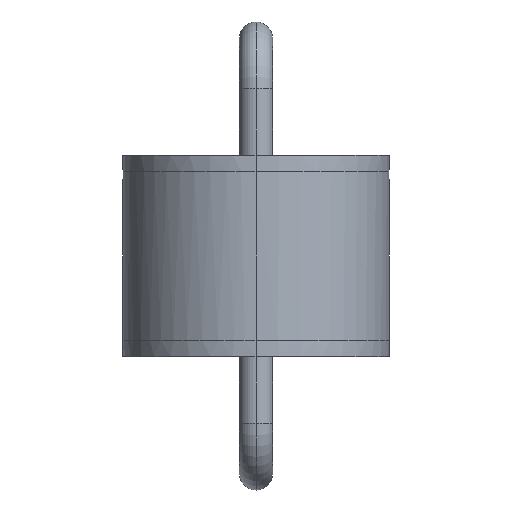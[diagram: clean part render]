
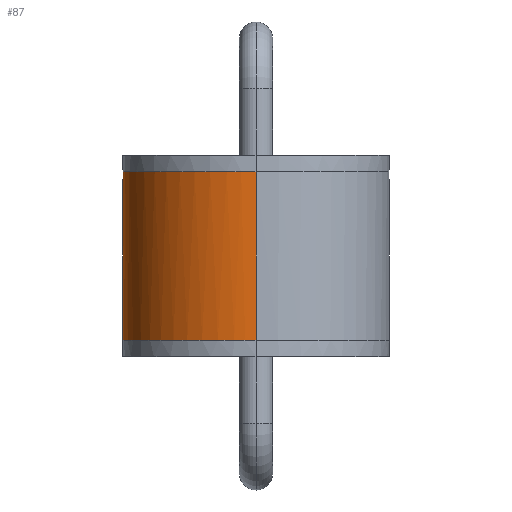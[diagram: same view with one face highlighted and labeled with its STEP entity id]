
A CAD part, left-side view. The second image highlights one B-rep face of the part: STEP entity #87.
In plain terms, the highlighted cylindrical face has radius 4.005 mm (diameter 8.01 mm), a partial arc.
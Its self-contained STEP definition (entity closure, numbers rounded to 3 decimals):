
#4 = CARTESIAN_POINT ( 'NONE',  ( -4.003, 0., 0.5 ) ) ;
#13 = CARTESIAN_POINT ( 'NONE',  ( -3.199, 2.458, 5.55 ) ) ;
#41 = CARTESIAN_POINT ( 'NONE',  ( 4.003, 0., 0.5 ) ) ;
#69 = CARTESIAN_POINT ( 'NONE',  ( 4., 0.524, 5.55 ) ) ;
#74 = EDGE_CURVE ( 'NONE', #269, #682, #408, .T. ) ;
#87 = ADVANCED_FACE ( 'NONE', ( #344 ), #494, .T. ) ;
#119 = CARTESIAN_POINT ( 'NONE',  ( -4.003, 0., 0.5 ) ) ;
#132 = LINE ( 'NONE', #639, #746 ) ;
#137 = B_SPLINE_CURVE_WITH_KNOTS ( 'NONE', 3,
 ( #41, #497, #233, #230, #569, #501, #769, #571, #364, #779, #774, #577, #836, #444, #642, #305, #371, #4 ),
 .UNSPECIFIED., .F., .F.,
 ( 4, 2, 2, 2, 2, 2, 2, 2, 4 ),
 ( 0., 0.062, 0.125, 0.187, 0.25, 0.312, 0.375, 0.437, 0.5 ),
 .UNSPECIFIED. ) ;
#141 = CARTESIAN_POINT ( 'NONE',  ( -0.524, 4., 5.55 ) ) ;
#149 = CARTESIAN_POINT ( 'NONE',  ( -3.896, 1.047, 5.55 ) ) ;
#165 = CARTESIAN_POINT ( 'NONE',  ( 4.003, 0., 0.5 ) ) ;
#193 = EDGE_LOOP ( 'NONE', ( #404, #658, #498, #805 ) ) ;
#230 = CARTESIAN_POINT ( 'NONE',  ( 3.5, 2.017, 0.5 ) ) ;
#233 = CARTESIAN_POINT ( 'NONE',  ( 3.901, 1.048, 0.5 ) ) ;
#246 = VERTEX_POINT ( 'NONE', #656 ) ;
#257 = EDGE_CURVE ( 'NONE', #246, #269, #672, .T. ) ;
#269 = VERTEX_POINT ( 'NONE', #613 ) ;
#272 = CARTESIAN_POINT ( 'NONE',  ( -2.458, 3.199, 5.55 ) ) ;
#305 = CARTESIAN_POINT ( 'NONE',  ( -3.901, 1.048, 0.5 ) ) ;
#332 = CARTESIAN_POINT ( 'NONE',  ( 2.458, 3.199, 5.55 ) ) ;
#344 = FACE_OUTER_BOUND ( 'NONE', #193, .T. ) ;
#364 = CARTESIAN_POINT ( 'NONE',  ( 0.524, 4.005, 0.5 ) ) ;
#371 = CARTESIAN_POINT ( 'NONE',  ( -4.005, 0.524, 0.5 ) ) ;
#386 = CARTESIAN_POINT ( 'NONE',  ( 4.003, 0., 5.55 ) ) ;
#402 = CARTESIAN_POINT ( 'NONE',  ( 0.524, 4., 5.55 ) ) ;
#404 = ORIENTED_EDGE ( 'NONE', *, *, #257, .F. ) ;
#408 = LINE ( 'NONE', #576, #512 ) ;
#437 = DIRECTION ( 'NONE',  ( 0., 0., -1. ) ) ;
#440 = VERTEX_POINT ( 'NONE', #165 ) ;
#444 = CARTESIAN_POINT ( 'NONE',  ( -3.203, 2.461, 0.5 ) ) ;
#445 = DIRECTION ( 'NONE',  ( 0., 0., -1. ) ) ;
#477 = CARTESIAN_POINT ( 'NONE',  ( -4., 0.524, 5.55 ) ) ;
#478 = CARTESIAN_POINT ( 'NONE',  ( 3.199, 2.458, 5.55 ) ) ;
#494 = CYLINDRICAL_SURFACE ( 'NONE', #825, 4.005 ) ;
#497 = CARTESIAN_POINT ( 'NONE',  ( 4.005, 0.524, 0.5 ) ) ;
#498 = ORIENTED_EDGE ( 'NONE', *, *, #693, .T. ) ;
#501 = CARTESIAN_POINT ( 'NONE',  ( 2.461, 3.203, 0.5 ) ) ;
#512 = VECTOR ( 'NONE', #437, 1000. ) ;
#527 = CARTESIAN_POINT ( 'NONE',  ( 1.047, 3.896, 5.55 ) ) ;
#532 = CARTESIAN_POINT ( 'NONE',  ( -2.014, 3.495, 5.55 ) ) ;
#569 = CARTESIAN_POINT ( 'NONE',  ( 3.203, 2.461, 0.5 ) ) ;
#570 = DIRECTION ( 'NONE',  ( -1., 0., 0. ) ) ;
#571 = CARTESIAN_POINT ( 'NONE',  ( 1.048, 3.901, 0.5 ) ) ;
#576 = CARTESIAN_POINT ( 'NONE',  ( -4.005, 0., 5.55 ) ) ;
#577 = CARTESIAN_POINT ( 'NONE',  ( -2.017, 3.5, 0.5 ) ) ;
#588 = EDGE_CURVE ( 'NONE', #246, #440, #132, .T. ) ;
#603 = CARTESIAN_POINT ( 'NONE',  ( 3.896, 1.047, 5.55 ) ) ;
#608 = CARTESIAN_POINT ( 'NONE',  ( -1.047, 3.896, 5.55 ) ) ;
#613 = CARTESIAN_POINT ( 'NONE',  ( -4.003, 0., 5.55 ) ) ;
#639 = CARTESIAN_POINT ( 'NONE',  ( 4.005, 0., 5.55 ) ) ;
#640 = CARTESIAN_POINT ( 'NONE',  ( 0., 0., 5.55 ) ) ;
#642 = CARTESIAN_POINT ( 'NONE',  ( -3.5, 2.017, 0.5 ) ) ;
#656 = CARTESIAN_POINT ( 'NONE',  ( 4.003, 0., 5.55 ) ) ;
#658 = ORIENTED_EDGE ( 'NONE', *, *, #588, .T. ) ;
#672 = B_SPLINE_CURVE_WITH_KNOTS ( 'NONE', 3,
 ( #386, #69, #603, #675, #478, #332, #804, #527, #402, #141, #608, #532, #272, #13, #800, #149, #477, #679 ),
 .UNSPECIFIED., .F., .F.,
 ( 4, 2, 2, 2, 2, 2, 2, 2, 4 ),
 ( 0., 0.063, 0.125, 0.188, 0.25, 0.313, 0.375, 0.438, 0.5 ),
 .UNSPECIFIED. ) ;
#675 = CARTESIAN_POINT ( 'NONE',  ( 3.495, 2.014, 5.55 ) ) ;
#679 = CARTESIAN_POINT ( 'NONE',  ( -4.003, 0., 5.55 ) ) ;
#682 = VERTEX_POINT ( 'NONE', #119 ) ;
#693 = EDGE_CURVE ( 'NONE', #440, #682, #137, .T. ) ;
#746 = VECTOR ( 'NONE', #840, 1000. ) ;
#769 = CARTESIAN_POINT ( 'NONE',  ( 2.017, 3.5, 0.5 ) ) ;
#774 = CARTESIAN_POINT ( 'NONE',  ( -1.048, 3.901, 0.5 ) ) ;
#779 = CARTESIAN_POINT ( 'NONE',  ( -0.524, 4.005, 0.5 ) ) ;
#800 = CARTESIAN_POINT ( 'NONE',  ( -3.495, 2.014, 5.55 ) ) ;
#804 = CARTESIAN_POINT ( 'NONE',  ( 2.014, 3.495, 5.55 ) ) ;
#805 = ORIENTED_EDGE ( 'NONE', *, *, #74, .F. ) ;
#825 = AXIS2_PLACEMENT_3D ( 'NONE', #640, #445, #570 ) ;
#836 = CARTESIAN_POINT ( 'NONE',  ( -2.461, 3.203, 0.5 ) ) ;
#840 = DIRECTION ( 'NONE',  ( 0., 0., -1. ) ) ;
